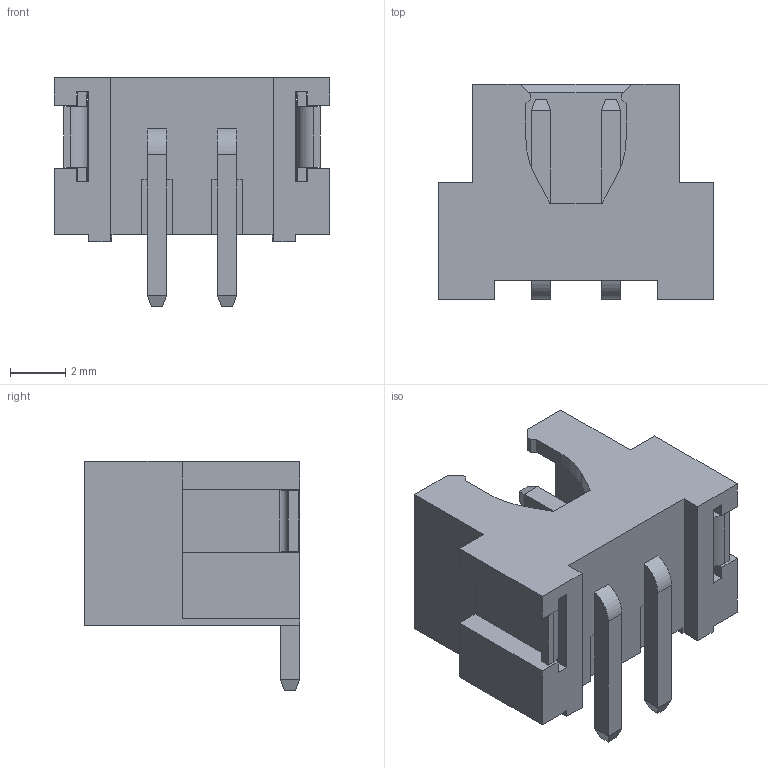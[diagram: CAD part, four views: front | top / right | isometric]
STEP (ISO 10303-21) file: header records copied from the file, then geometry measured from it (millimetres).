
FILE_DESCRIPTION (( 'STEP AP214' ), '1' );
FILE_NAME ('XUNPU WAFER-XH2.54-2PLB.STEP', '2025-04-29T21:32:25', ( '' ), ( '' ), 'SwSTEP 2.0', 'SolidWorks 2024', '' );
FILE_SCHEMA (( 'AUTOMOTIVE_DESIGN' ));
Length unit declared in the file: millimetre
Products named in the file (1): XUNPU WAFER-XH2.54-2PLB
Bounding box: 10 x 7.8 x 8.3 mm (x, y, z)
Volume: 223.4 mm3; surface area: 557.8 mm2
Topology: 1 solids, 1 shells, 135 faces, 371 edges, 240 vertices
Faces by surface type: plane 127, cylinder 8
Entity records: 4836 total; most frequent: CARTESIAN_POINT 747, ORIENTED_EDGE 742, DIRECTION 663, EDGE_CURVE 371, VECTOR 351, LINE 351, VERTEX_POINT 240, AXIS2_PLACEMENT_3D 156
